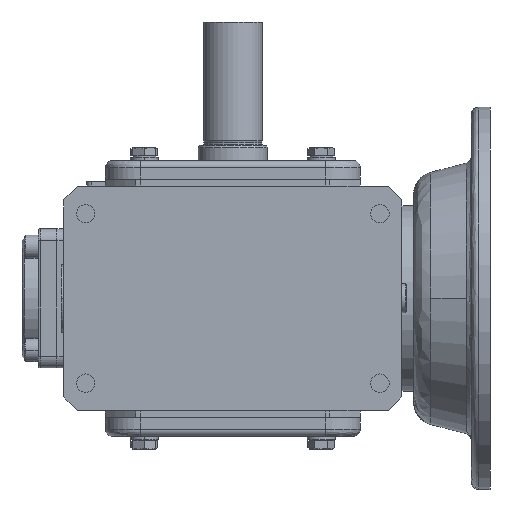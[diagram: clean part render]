
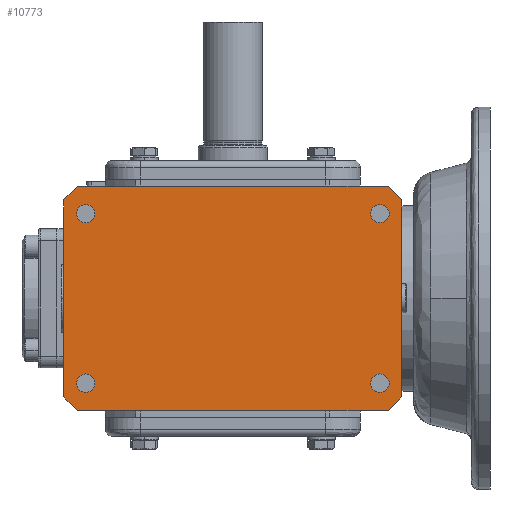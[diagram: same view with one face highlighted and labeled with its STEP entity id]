
A CAD part, front view. The second image highlights one B-rep face of the part: STEP entity #10773.
In plain terms, the highlighted planar face has unit normal (0, -1, 0).
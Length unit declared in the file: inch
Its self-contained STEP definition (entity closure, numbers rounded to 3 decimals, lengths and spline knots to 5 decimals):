
#15 = CARTESIAN_POINT ( 'NONE',  ( 2.5, -2.2811, -1.43996 ) ) ;
#198 = CARTESIAN_POINT ( 'NONE',  ( 2.5, -2.2811, -1.28371 ) ) ;
#214 = EDGE_LOOP ( 'NONE', ( #21263, #15325, #9969, #2471, #2282, #8717, #5709, #19508 ) ) ;
#478 = LINE ( 'NONE', #3038, #6142 ) ;
#750 = LINE ( 'NONE', #19954, #18257 ) ;
#858 = ORIENTED_EDGE ( 'NONE', *, *, #8239, .T. ) ;
#1249 = CARTESIAN_POINT ( 'NONE',  ( -2.5, -2.2811, 1.28371 ) ) ;
#1572 = DIRECTION ( 'NONE',  ( 0., 0., -1. ) ) ;
#1585 = AXIS2_PLACEMENT_3D ( 'NONE', #19119, #17583, #5429 ) ;
#1611 = LINE ( 'NONE', #3946, #12794 ) ;
#1654 = DIRECTION ( 'NONE',  ( 0., 0., -1. ) ) ;
#1682 = DIRECTION ( 'NONE',  ( 0., 0., -1. ) ) ;
#2029 = EDGE_LOOP ( 'NONE', ( #21345, #21017 ) ) ;
#2073 = EDGE_CURVE ( 'NONE', #16974, #17300, #15251, .T. ) ;
#2282 = ORIENTED_EDGE ( 'NONE', *, *, #4783, .T. ) ;
#2471 = ORIENTED_EDGE ( 'NONE', *, *, #20485, .T. ) ;
#2519 = EDGE_CURVE ( 'NONE', #8148, #21235, #750, .T. ) ;
#2553 = AXIS2_PLACEMENT_3D ( 'NONE', #2768, #16981, #6454 ) ;
#2577 = CIRCLE ( 'NONE', #11552, 0.15625 ) ;
#2664 = CARTESIAN_POINT ( 'NONE',  ( -2.87402, -2.2811, 1.67323 ) ) ;
#2768 = CARTESIAN_POINT ( 'NONE',  ( 2.5, -2.2811, 1.43996 ) ) ;
#3038 = CARTESIAN_POINT ( 'NONE',  ( -2.87402, -2.2811, 1.90945 ) ) ;
#3062 = DIRECTION ( 'NONE',  ( 0.707, 0., 0.707 ) ) ;
#3105 = CARTESIAN_POINT ( 'NONE',  ( -2.5, -2.2811, 1.43996 ) ) ;
#3254 = AXIS2_PLACEMENT_3D ( 'NONE', #15, #17586, #12209 ) ;
#3380 = VERTEX_POINT ( 'NONE', #13422 ) ;
#3528 = DIRECTION ( 'NONE',  ( -0.707, 0., -0.707 ) ) ;
#3946 = CARTESIAN_POINT ( 'NONE',  ( -2.87402, -2.2811, -1.67323 ) ) ;
#4080 = FACE_BOUND ( 'NONE', #6262, .T. ) ;
#4371 = EDGE_CURVE ( 'NONE', #10105, #18964, #9128, .T. ) ;
#4404 = PLANE ( 'NONE',  #19414 ) ;
#4501 = DIRECTION ( 'NONE',  ( 0., 0., 1. ) ) ;
#4783 = EDGE_CURVE ( 'NONE', #19386, #4869, #22566, .T. ) ;
#4869 = VERTEX_POINT ( 'NONE', #12108 ) ;
#4884 = FACE_BOUND ( 'NONE', #19453, .T. ) ;
#5073 = ORIENTED_EDGE ( 'NONE', *, *, #6687, .T. ) ;
#5301 = EDGE_CURVE ( 'NONE', #8023, #3380, #478, .T. ) ;
#5364 = CARTESIAN_POINT ( 'NONE',  ( -2.87402, -2.2811, 2.1063 ) ) ;
#5429 = DIRECTION ( 'NONE',  ( 0., 0., -1. ) ) ;
#5709 = ORIENTED_EDGE ( 'NONE', *, *, #5301, .T. ) ;
#6127 = CIRCLE ( 'NONE', #12592, 0.15625 ) ;
#6142 = VECTOR ( 'NONE', #8334, 39.37008 ) ;
#6230 = CARTESIAN_POINT ( 'NONE',  ( -2.87402, -2.2811, 2.1063 ) ) ;
#6262 = EDGE_LOOP ( 'NONE', ( #22252, #15915 ) ) ;
#6454 = DIRECTION ( 'NONE',  ( 0., 0., -1. ) ) ;
#6531 = FACE_BOUND ( 'NONE', #18302, .T. ) ;
#6687 = EDGE_CURVE ( 'NONE', #7370, #10176, #6127, .T. ) ;
#6809 = CARTESIAN_POINT ( 'NONE',  ( 2.5, -2.2811, 1.59621 ) ) ;
#7370 = VERTEX_POINT ( 'NONE', #15902 ) ;
#7708 = EDGE_CURVE ( 'NONE', #20418, #7913, #14617, .T. ) ;
#7843 = AXIS2_PLACEMENT_3D ( 'NONE', #18153, #11315, #18376 ) ;
#7913 = VERTEX_POINT ( 'NONE', #17442 ) ;
#8023 = VERTEX_POINT ( 'NONE', #10972 ) ;
#8119 = DIRECTION ( 'NONE',  ( -0.707, 0., 0.707 ) ) ;
#8148 = VERTEX_POINT ( 'NONE', #18099 ) ;
#8232 = VECTOR ( 'NONE', #3528, 39.37008 ) ;
#8239 = EDGE_CURVE ( 'NONE', #17300, #16974, #12146, .T. ) ;
#8334 = DIRECTION ( 'NONE',  ( -1., 0., 0. ) ) ;
#8418 = CARTESIAN_POINT ( 'NONE',  ( -2.5, -2.2811, 1.43996 ) ) ;
#8490 = DIRECTION ( 'NONE',  ( 0., 1., 0. ) ) ;
#8690 = CARTESIAN_POINT ( 'NONE',  ( 2.6378, -2.2811, -1.90945 ) ) ;
#8717 = ORIENTED_EDGE ( 'NONE', *, *, #22148, .T. ) ;
#8734 = FACE_OUTER_BOUND ( 'NONE', #214, .T. ) ;
#9043 = ORIENTED_EDGE ( 'NONE', *, *, #17721, .T. ) ;
#9128 = CIRCLE ( 'NONE', #1585, 0.15625 ) ;
#9206 = VECTOR ( 'NONE', #14202, 39.37008 ) ;
#9672 = EDGE_CURVE ( 'NONE', #3380, #15279, #12890, .T. ) ;
#9732 = CARTESIAN_POINT ( 'NONE',  ( 2.87402, -2.2811, 2.1063 ) ) ;
#9969 = ORIENTED_EDGE ( 'NONE', *, *, #2519, .T. ) ;
#10105 = VERTEX_POINT ( 'NONE', #14128 ) ;
#10176 = VERTEX_POINT ( 'NONE', #1249 ) ;
#10281 = CARTESIAN_POINT ( 'NONE',  ( 2.87402, -2.2811, -1.67323 ) ) ;
#10581 = VECTOR ( 'NONE', #8119, 39.37008 ) ;
#10773 = ADVANCED_FACE ( 'NONE', ( #8734, #4080, #6531, #4884, #12319 ), #4404, .T. ) ;
#10842 = DIRECTION ( 'NONE',  ( 1., 0., 0. ) ) ;
#10921 = DIRECTION ( 'NONE',  ( 0.707, 0., -0.707 ) ) ;
#10972 = CARTESIAN_POINT ( 'NONE',  ( 2.6378, -2.2811, 1.90945 ) ) ;
#11259 = CARTESIAN_POINT ( 'NONE',  ( 2.5, -2.2811, 1.43996 ) ) ;
#11315 = DIRECTION ( 'NONE',  ( 0., 1., 0. ) ) ;
#11435 = CARTESIAN_POINT ( 'NONE',  ( 2.87402, -2.2811, 1.67323 ) ) ;
#11552 = AXIS2_PLACEMENT_3D ( 'NONE', #8418, #8490, #1572 ) ;
#11738 = VECTOR ( 'NONE', #3062, 39.37008 ) ;
#12108 = CARTESIAN_POINT ( 'NONE',  ( 2.87402, -2.2811, 1.67323 ) ) ;
#12140 = DIRECTION ( 'NONE',  ( 0., 1., 0. ) ) ;
#12146 = CIRCLE ( 'NONE', #20996, 0.15625 ) ;
#12209 = DIRECTION ( 'NONE',  ( 0., 0., -1. ) ) ;
#12294 = CIRCLE ( 'NONE', #7843, 0.15625 ) ;
#12319 = FACE_BOUND ( 'NONE', #2029, .T. ) ;
#12592 = AXIS2_PLACEMENT_3D ( 'NONE', #3105, #22392, #1654 ) ;
#12794 = VECTOR ( 'NONE', #10921, 39.37008 ) ;
#12890 = LINE ( 'NONE', #20994, #8232 ) ;
#12938 = EDGE_CURVE ( 'NONE', #18964, #10105, #12294, .T. ) ;
#13006 = DIRECTION ( 'NONE',  ( 0., 0., -1. ) ) ;
#13063 = DIRECTION ( 'NONE',  ( 0., -1., 0. ) ) ;
#13205 = VECTOR ( 'NONE', #4501, 39.37008 ) ;
#13289 = DIRECTION ( 'NONE',  ( 1., 0., 0. ) ) ;
#13398 = ORIENTED_EDGE ( 'NONE', *, *, #2073, .T. ) ;
#13422 = CARTESIAN_POINT ( 'NONE',  ( -2.6378, -2.2811, 1.90945 ) ) ;
#14128 = CARTESIAN_POINT ( 'NONE',  ( -2.5, -2.2811, -1.59621 ) ) ;
#14202 = DIRECTION ( 'NONE',  ( 0., 0., -1. ) ) ;
#14617 = CIRCLE ( 'NONE', #3254, 0.15625 ) ;
#14777 = DIRECTION ( 'NONE',  ( 0., 1., 0. ) ) ;
#14952 = LINE ( 'NONE', #11435, #10581 ) ;
#15058 = EDGE_CURVE ( 'NONE', #17977, #8148, #1611, .T. ) ;
#15251 = CIRCLE ( 'NONE', #2553, 0.15625 ) ;
#15279 = VERTEX_POINT ( 'NONE', #2664 ) ;
#15325 = ORIENTED_EDGE ( 'NONE', *, *, #15058, .T. ) ;
#15455 = AXIS2_PLACEMENT_3D ( 'NONE', #20884, #12140, #1682 ) ;
#15902 = CARTESIAN_POINT ( 'NONE',  ( -2.5, -2.2811, 1.59621 ) ) ;
#15915 = ORIENTED_EDGE ( 'NONE', *, *, #12938, .T. ) ;
#16113 = LINE ( 'NONE', #22046, #11738 ) ;
#16741 = EDGE_CURVE ( 'NONE', #7913, #20418, #22349, .T. ) ;
#16974 = VERTEX_POINT ( 'NONE', #19861 ) ;
#16981 = DIRECTION ( 'NONE',  ( 0., 1., 0. ) ) ;
#17300 = VERTEX_POINT ( 'NONE', #6809 ) ;
#17442 = CARTESIAN_POINT ( 'NONE',  ( 2.5, -2.2811, -1.59621 ) ) ;
#17583 = DIRECTION ( 'NONE',  ( 0., 1., 0. ) ) ;
#17586 = DIRECTION ( 'NONE',  ( 0., 1., 0. ) ) ;
#17721 = EDGE_CURVE ( 'NONE', #10176, #7370, #2577, .T. ) ;
#17977 = VERTEX_POINT ( 'NONE', #19477 ) ;
#18099 = CARTESIAN_POINT ( 'NONE',  ( -2.6378, -2.2811, -1.90945 ) ) ;
#18153 = CARTESIAN_POINT ( 'NONE',  ( -2.5, -2.2811, -1.43996 ) ) ;
#18257 = VECTOR ( 'NONE', #10842, 39.37008 ) ;
#18302 = EDGE_LOOP ( 'NONE', ( #9043, #5073 ) ) ;
#18376 = DIRECTION ( 'NONE',  ( 0., 0., -1. ) ) ;
#18964 = VERTEX_POINT ( 'NONE', #22116 ) ;
#19107 = LINE ( 'NONE', #5364, #9206 ) ;
#19119 = CARTESIAN_POINT ( 'NONE',  ( -2.5, -2.2811, -1.43996 ) ) ;
#19386 = VERTEX_POINT ( 'NONE', #10281 ) ;
#19414 = AXIS2_PLACEMENT_3D ( 'NONE', #6230, #13063, #13289 ) ;
#19453 = EDGE_LOOP ( 'NONE', ( #13398, #858 ) ) ;
#19477 = CARTESIAN_POINT ( 'NONE',  ( -2.87402, -2.2811, -1.67323 ) ) ;
#19508 = ORIENTED_EDGE ( 'NONE', *, *, #9672, .T. ) ;
#19861 = CARTESIAN_POINT ( 'NONE',  ( 2.5, -2.2811, 1.28371 ) ) ;
#19954 = CARTESIAN_POINT ( 'NONE',  ( -2.87402, -2.2811, -1.90945 ) ) ;
#20418 = VERTEX_POINT ( 'NONE', #198 ) ;
#20485 = EDGE_CURVE ( 'NONE', #21235, #19386, #16113, .T. ) ;
#20884 = CARTESIAN_POINT ( 'NONE',  ( 2.5, -2.2811, -1.43996 ) ) ;
#20994 = CARTESIAN_POINT ( 'NONE',  ( -2.6378, -2.2811, 1.90945 ) ) ;
#20996 = AXIS2_PLACEMENT_3D ( 'NONE', #11259, #14777, #13006 ) ;
#21017 = ORIENTED_EDGE ( 'NONE', *, *, #7708, .T. ) ;
#21235 = VERTEX_POINT ( 'NONE', #8690 ) ;
#21263 = ORIENTED_EDGE ( 'NONE', *, *, #21818, .T. ) ;
#21345 = ORIENTED_EDGE ( 'NONE', *, *, #16741, .T. ) ;
#21818 = EDGE_CURVE ( 'NONE', #15279, #17977, #19107, .T. ) ;
#22046 = CARTESIAN_POINT ( 'NONE',  ( 2.6378, -2.2811, -1.90945 ) ) ;
#22116 = CARTESIAN_POINT ( 'NONE',  ( -2.5, -2.2811, -1.28371 ) ) ;
#22148 = EDGE_CURVE ( 'NONE', #4869, #8023, #14952, .T. ) ;
#22252 = ORIENTED_EDGE ( 'NONE', *, *, #4371, .T. ) ;
#22349 = CIRCLE ( 'NONE', #15455, 0.15625 ) ;
#22392 = DIRECTION ( 'NONE',  ( 0., 1., 0. ) ) ;
#22566 = LINE ( 'NONE', #9732, #13205 ) ;
